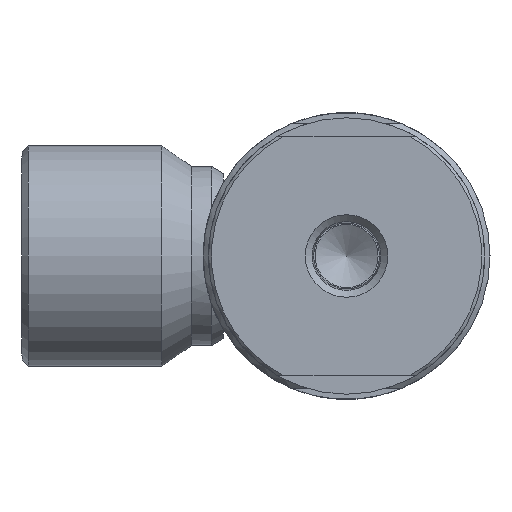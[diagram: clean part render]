
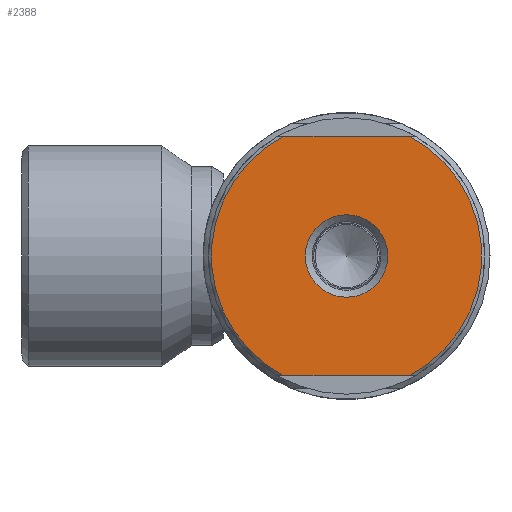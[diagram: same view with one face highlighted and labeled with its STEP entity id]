
A CAD part, left-side view. The second image highlights one B-rep face of the part: STEP entity #2388.
In plain terms, the highlighted face is planar.
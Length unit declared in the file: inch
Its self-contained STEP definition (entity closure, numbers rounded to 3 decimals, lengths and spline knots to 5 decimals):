
#52=FACE_BOUND('',#510,.T.);
#205=CIRCLE('',#2595,0.205);
#214=CIRCLE('',#2613,0.6715);
#221=CIRCLE('',#2629,0.6715);
#347=FACE_OUTER_BOUND('',#509,.T.);
#509=EDGE_LOOP('',(#2119,#2120,#2121,#2122));
#510=EDGE_LOOP('',(#2123));
#763=LINE('',#4299,#900);
#767=LINE('',#4318,#904);
#900=VECTOR('',#3157,0.62253);
#904=VECTOR('',#3167,0.62253);
#1109=VERTEX_POINT('',#4275);
#1116=VERTEX_POINT('',#4294);
#1117=VERTEX_POINT('',#4298);
#1122=VERTEX_POINT('',#4313);
#1123=VERTEX_POINT('',#4317);
#1440=EDGE_CURVE('',#1109,#1109,#205,.T.);
#1448=EDGE_CURVE('',#1117,#1116,#763,.T.);
#1455=EDGE_CURVE('',#1123,#1122,#767,.T.);
#1461=EDGE_CURVE('',#1117,#1122,#214,.T.);
#1468=EDGE_CURVE('',#1123,#1116,#221,.T.);
#2119=ORIENTED_EDGE('',*,*,#1448,.T.);
#2120=ORIENTED_EDGE('',*,*,#1468,.F.);
#2121=ORIENTED_EDGE('',*,*,#1455,.T.);
#2122=ORIENTED_EDGE('',*,*,#1461,.F.);
#2123=ORIENTED_EDGE('',*,*,#1440,.T.);
#2259=PLANE('',#2628);
#2388=ADVANCED_FACE('',(#347,#52),#2259,.T.);
#2595=AXIS2_PLACEMENT_3D('',#4276,#3135,#3136);
#2613=AXIS2_PLACEMENT_3D('',#4330,#3179,#3180);
#2628=AXIS2_PLACEMENT_3D('',#4351,#3209,#3210);
#2629=AXIS2_PLACEMENT_3D('',#4352,#3211,#3212);
#3135=DIRECTION('center_axis',(1.,0.,0.));
#3136=DIRECTION('ref_axis',(0.,-1.,0.));
#3157=DIRECTION('',(0.,-1.,0.));
#3167=DIRECTION('',(0.,1.,0.));
#3179=DIRECTION('center_axis',(1.,0.,0.));
#3180=DIRECTION('ref_axis',(0.,1.,0.));
#3209=DIRECTION('center_axis',(-1.,0.,0.));
#3210=DIRECTION('ref_axis',(0.,0.,1.));
#3211=DIRECTION('center_axis',(1.,0.,0.));
#3212=DIRECTION('ref_axis',(0.,1.,0.));
#4275=CARTESIAN_POINT('',(0.,-0.205,0.));
#4276=CARTESIAN_POINT('Origin',(0.,0.,
0.));
#4294=CARTESIAN_POINT('',(0.,-0.31127,-0.595));
#4298=CARTESIAN_POINT('',(0.,0.31127,-0.595));
#4299=CARTESIAN_POINT('',(0.,-0.03746,-0.595));
#4313=CARTESIAN_POINT('',(0.,0.31127,0.595));
#4317=CARTESIAN_POINT('',(0.,-0.31127,0.595));
#4318=CARTESIAN_POINT('',(0.,0.40101,0.595));
#4330=CARTESIAN_POINT('Origin',(0.,0.,0.));
#4351=CARTESIAN_POINT('Origin',(0.,0.33575,0.));
#4352=CARTESIAN_POINT('Origin',(0.,0.,0.));
